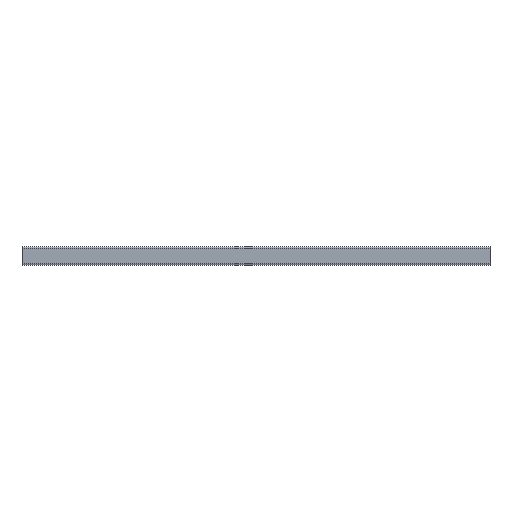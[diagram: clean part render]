
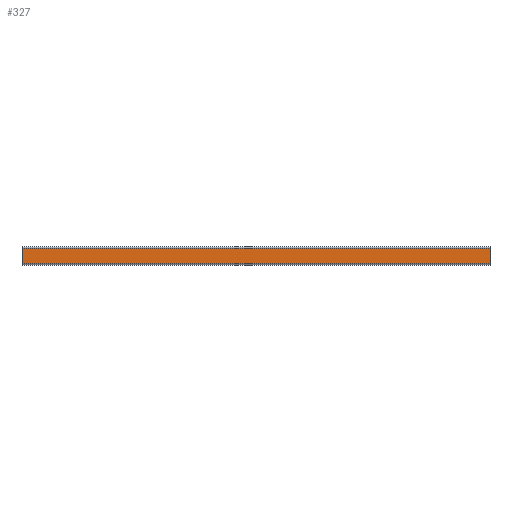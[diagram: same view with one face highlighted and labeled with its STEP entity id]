
A CAD part, front view. The second image highlights one B-rep face of the part: STEP entity #327.
In plain terms, the highlighted planar face has unit normal (0, -1, 0).
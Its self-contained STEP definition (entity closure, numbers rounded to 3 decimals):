
#327=ADVANCED_FACE('',(#685),#686,.T.);
#685=FACE_OUTER_BOUND('',#1085,.T.);
#686=PLANE('',#1086);
#1085=EDGE_LOOP('',(#1919,#1920,#1921,#1922));
#1086=AXIS2_PLACEMENT_3D('',#1923,#1924,#1925);
#1919=ORIENTED_EDGE('',*,*,#2816,.T.);
#1920=ORIENTED_EDGE('',*,*,#2817,.F.);
#1921=ORIENTED_EDGE('',*,*,#2818,.T.);
#1922=ORIENTED_EDGE('',*,*,#2819,.T.);
#1923=CARTESIAN_POINT('',(0.0,-20.0,0.));
#1924=DIRECTION('',(0.0,-1.0,0.0));
#1925=DIRECTION('',(0.0,0.0,-1.0));
#2816=EDGE_CURVE('',#3491,#3492,#3493,.T.);
#2817=EDGE_CURVE('',#3494,#3492,#3495,.T.);
#2818=EDGE_CURVE('',#3494,#3496,#3497,.T.);
#2819=EDGE_CURVE('',#3496,#3491,#3498,.T.);
#3491=VERTEX_POINT('',#4478);
#3492=VERTEX_POINT('',#4479);
#3493=LINE('',#4480,#4481);
#3494=VERTEX_POINT('',#4482);
#3495=LINE('',#4483,#4484);
#3496=VERTEX_POINT('',#4485);
#3497=LINE('',#4486,#4487);
#3498=LINE('',#4488,#4489);
#4478=CARTESIAN_POINT('',(1000.0,-20.0,-17.));
#4479=CARTESIAN_POINT('',(1000.0,-20.0,17.));
#4480=CARTESIAN_POINT('',(1000.0,-20.0,17.0));
#4481=VECTOR('',#5108,1.0);
#4482=CARTESIAN_POINT('',(0.0,-20.0,17.));
#4483=CARTESIAN_POINT('',(0.0,-20.0,17.));
#4484=VECTOR('',#5109,1.0);
#4485=CARTESIAN_POINT('',(0.0,-20.0,-17.));
#4486=CARTESIAN_POINT('',(0.0,-20.0,17.0));
#4487=VECTOR('',#5110,1.0);
#4488=CARTESIAN_POINT('',(0.0,-20.0,-17.));
#4489=VECTOR('',#5111,1.0);
#5108=DIRECTION('',(-0.0,0.0,1.0));
#5109=DIRECTION('',(1.0,0.0,0.0));
#5110=DIRECTION('',(0.0,0.0,-1.0));
#5111=DIRECTION('',(1.0,0.0,0.0));
